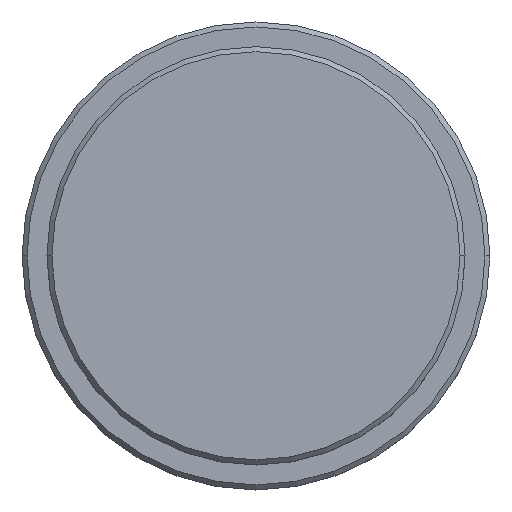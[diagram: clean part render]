
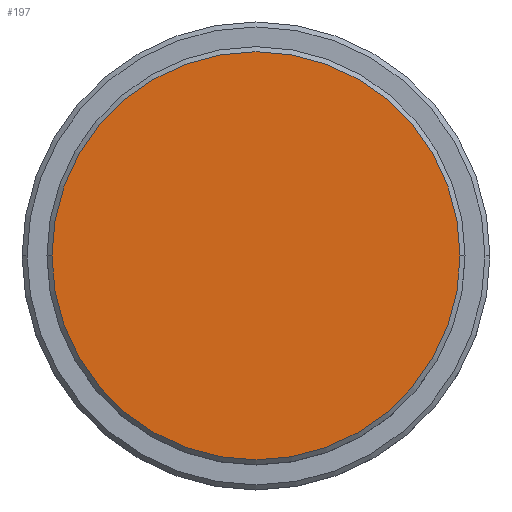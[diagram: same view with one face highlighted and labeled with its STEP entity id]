
A CAD part, top view. The second image highlights one B-rep face of the part: STEP entity #197.
In plain terms, the highlighted planar face has unit normal (0, 0, 1).
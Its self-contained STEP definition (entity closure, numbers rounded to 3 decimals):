
#8 = PLANE ( 'NONE',  #452 ) ;
#19 = CARTESIAN_POINT ( 'NONE',  ( 0., 0., 0. ) ) ;
#104 = EDGE_LOOP ( 'NONE', ( #746, #388 ) ) ;
#169 = DIRECTION ( 'NONE',  ( 0., 0., 1. ) ) ;
#197 = ADVANCED_FACE ( 'NONE', ( #789 ), #8, .T. ) ;
#230 = DIRECTION ( 'NONE',  ( 1., 0., 0. ) ) ;
#270 = CARTESIAN_POINT ( 'NONE',  ( 20.5, 0., 0. ) ) ;
#337 = CIRCLE ( 'NONE', #977, 20.5 ) ;
#350 = DIRECTION ( 'NONE',  ( 0., 0., 1. ) ) ;
#388 = ORIENTED_EDGE ( 'NONE', *, *, #1270, .T. ) ;
#452 = AXIS2_PLACEMENT_3D ( 'NONE', #19, #350, #230 ) ;
#462 = CARTESIAN_POINT ( 'NONE',  ( 0., 0., 0. ) ) ;
#510 = CARTESIAN_POINT ( 'NONE',  ( 0., 0., 0. ) ) ;
#710 = AXIS2_PLACEMENT_3D ( 'NONE', #510, #169, #1166 ) ;
#728 = EDGE_CURVE ( 'NONE', #881, #834, #337, .T. ) ;
#746 = ORIENTED_EDGE ( 'NONE', *, *, #728, .T. ) ;
#789 = FACE_OUTER_BOUND ( 'NONE', #104, .T. ) ;
#834 = VERTEX_POINT ( 'NONE', #270 ) ;
#881 = VERTEX_POINT ( 'NONE', #1072 ) ;
#977 = AXIS2_PLACEMENT_3D ( 'NONE', #462, #1226, #1237 ) ;
#1072 = CARTESIAN_POINT ( 'NONE',  ( -20.5, 0., 0. ) ) ;
#1166 = DIRECTION ( 'NONE',  ( 1., 0., 0. ) ) ;
#1226 = DIRECTION ( 'NONE',  ( 0., 0., 1. ) ) ;
#1237 = DIRECTION ( 'NONE',  ( 1., 0., 0. ) ) ;
#1270 = EDGE_CURVE ( 'NONE', #834, #881, #1298, .T. ) ;
#1298 = CIRCLE ( 'NONE', #710, 20.5 ) ;
